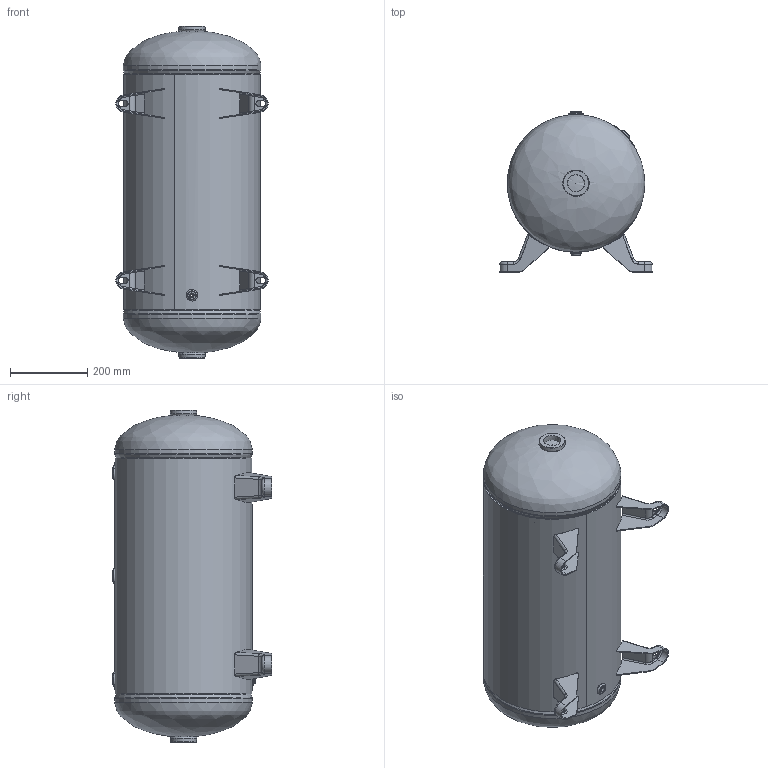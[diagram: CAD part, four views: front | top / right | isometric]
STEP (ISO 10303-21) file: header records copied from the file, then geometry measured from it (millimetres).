
FILE_DESCRIPTION(/* description */ ('14 X 33 300# HORZ ASME AIR RECEIVER'),/* implementation_level */ '2;1');
FILE_NAME(/* name */ 'A10025-300.stp',/* time_stamp */ '2019-05-20T13:57:54-04:00',/* author */ ('bmullins'),/* organization */ ('STEEL FAB IF WE MAKE IT, VENDOR IF WE DON''T'),/* preprocessor_version */ 'ST-DEVELOPER v16.5',/* originating_system */ 'Autodesk Inventor 2017',/* authorisation */ 'CHECKERS BOSS');
FILE_SCHEMA (('AUTOMOTIVE_DESIGN { 1 0 10303 214 3 1 1 }'));
Length unit declared in the file: inch
Products named in the file (8): A10025-300; A10025-300-SL; H14132J; F101500; F100500; S101453S; A10025-300-NP; F100250
Assembly tree (15 placements, depth 2):
  A10025-300
    A10025-300-SL
    H14132J  x2
    F101500  x2
    F100500  x3
    F100250  x2
    S101453S  x4
    A10025-300-NP
Bounding box: 393.54 x 413.29 x 858.01 mm (x, y, z)
Volume: 4114889.8 mm3; surface area: 2248942.2 mm2
Topology: 28 solids, 28 shells, 695 faces, 1831 edges, 1191 vertices
Faces by surface type: plane 352, bspline 145, cylinder 139, torus 44, cone 15
Full cylindrical faces by diameter (mm): 6.35 x2, 9.525 x4, 11.455 x2, 12.7 x3, 18.644 x3, 26.987 x3, 43.256 x2, 55.562 x2, 340.817 x2, 347.276 x1, 347.98 x2, 348.437 x2, 355.099 x1, 355.6 x2
Entity records: 19789 total; most frequent: CARTESIAN_POINT 6859, ORIENTED_EDGE 2762, DIRECTION 2302, EDGE_CURVE 1381, VERTEX_POINT 938, AXIS2_PLACEMENT_3D 787, LINE 728, VECTOR 728
